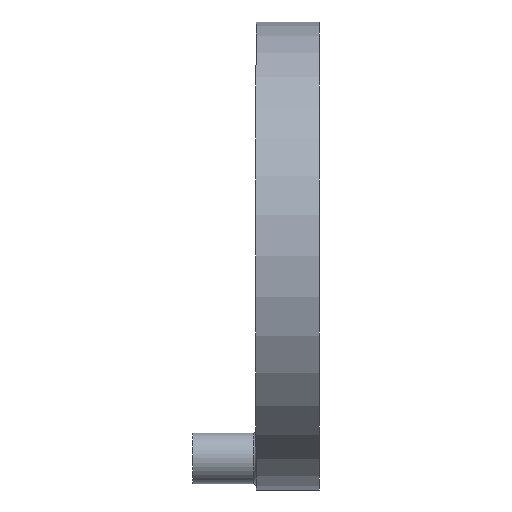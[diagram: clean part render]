
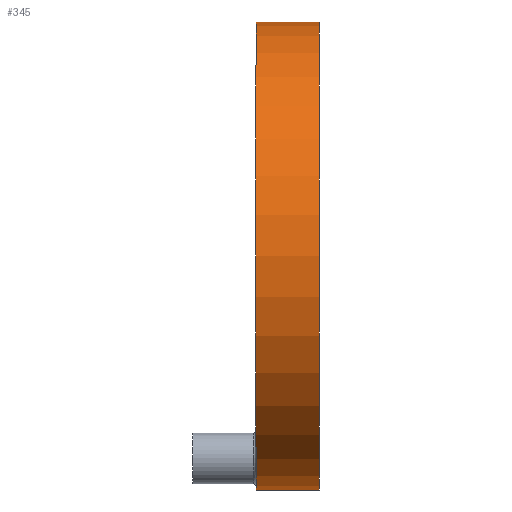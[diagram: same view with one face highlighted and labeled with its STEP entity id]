
A CAD part, left-side view. The second image highlights one B-rep face of the part: STEP entity #345.
In plain terms, the highlighted cylindrical face has radius 9.25 mm (diameter 18.5 mm), a partial arc.
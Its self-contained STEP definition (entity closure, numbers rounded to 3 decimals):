
#3 = VECTOR ( 'NONE', #604, 1000. ) ;
#12 = CARTESIAN_POINT ( 'NONE',  ( 0., 1.25, -9.25 ) ) ;
#25 = CARTESIAN_POINT ( 'NONE',  ( 0., -1.25, 9.25 ) ) ;
#45 = FACE_OUTER_BOUND ( 'NONE', #1560, .T. ) ;
#84 = VERTEX_POINT ( 'NONE', #257 ) ;
#140 = ORIENTED_EDGE ( 'NONE', *, *, #255, .T. ) ;
#163 = DIRECTION ( 'NONE',  ( 0., -1., 0. ) ) ;
#211 = CIRCLE ( 'NONE', #271, 9.25 ) ;
#255 = EDGE_CURVE ( 'NONE', #447, #862, #362, .T. ) ;
#257 = CARTESIAN_POINT ( 'NONE',  ( 0., 1.25, 9.25 ) ) ;
#263 = CARTESIAN_POINT ( 'NONE',  ( 0., 1.25, -9.25 ) ) ;
#271 = AXIS2_PLACEMENT_3D ( 'NONE', #602, #1006, #1359 ) ;
#290 = CYLINDRICAL_SURFACE ( 'NONE', #856, 9.25 ) ;
#327 = CARTESIAN_POINT ( 'NONE',  ( 0., 1.25, 9.25 ) ) ;
#345 = ADVANCED_FACE ( 'NONE', ( #45 ), #290, .T. ) ;
#362 = LINE ( 'NONE', #12, #3 ) ;
#388 = DIRECTION ( 'NONE',  ( 0., 1., 0. ) ) ;
#417 = EDGE_CURVE ( 'NONE', #447, #84, #662, .T. ) ;
#447 = VERTEX_POINT ( 'NONE', #263 ) ;
#472 = EDGE_CURVE ( 'NONE', #862, #939, #211, .T. ) ;
#498 = ORIENTED_EDGE ( 'NONE', *, *, #417, .F. ) ;
#546 = LINE ( 'NONE', #327, #996 ) ;
#602 = CARTESIAN_POINT ( 'NONE',  ( 0., -1.25, 0. ) ) ;
#604 = DIRECTION ( 'NONE',  ( 0., -1., 0. ) ) ;
#662 = CIRCLE ( 'NONE', #691, 9.25 ) ;
#673 = ORIENTED_EDGE ( 'NONE', *, *, #472, .T. ) ;
#691 = AXIS2_PLACEMENT_3D ( 'NONE', #748, #388, #729 ) ;
#729 = DIRECTION ( 'NONE',  ( 0., 0., 1. ) ) ;
#748 = CARTESIAN_POINT ( 'NONE',  ( 0., 1.25, 0. ) ) ;
#775 = DIRECTION ( 'NONE',  ( 0., -1., 0. ) ) ;
#856 = AXIS2_PLACEMENT_3D ( 'NONE', #1260, #163, #1001 ) ;
#862 = VERTEX_POINT ( 'NONE', #1061 ) ;
#939 = VERTEX_POINT ( 'NONE', #25 ) ;
#996 = VECTOR ( 'NONE', #775, 1000. ) ;
#1001 = DIRECTION ( 'NONE',  ( 0., 0., -1. ) ) ;
#1006 = DIRECTION ( 'NONE',  ( 0., 1., 0. ) ) ;
#1061 = CARTESIAN_POINT ( 'NONE',  ( 0., -1.25, -9.25 ) ) ;
#1260 = CARTESIAN_POINT ( 'NONE',  ( 0., 1.25, 0. ) ) ;
#1264 = ORIENTED_EDGE ( 'NONE', *, *, #1292, .F. ) ;
#1292 = EDGE_CURVE ( 'NONE', #84, #939, #546, .T. ) ;
#1359 = DIRECTION ( 'NONE',  ( 0., 0., 1. ) ) ;
#1560 = EDGE_LOOP ( 'NONE', ( #1264, #498, #140, #673 ) ) ;
